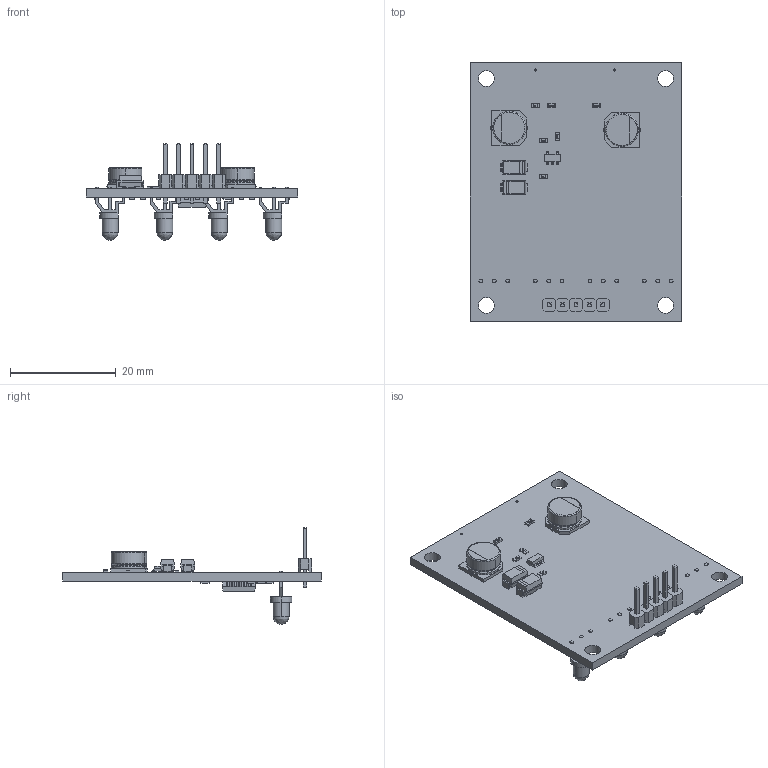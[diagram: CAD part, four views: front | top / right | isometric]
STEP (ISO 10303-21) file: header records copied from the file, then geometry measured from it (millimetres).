
FILE_DESCRIPTION(('Open CASCADE Model'),'2;1');
FILE_NAME('Open CASCADE Shape Model','2018-10-07T20:07:57',('Author'),( 'Open CASCADE'),'Open CASCADE STEP processor 6.8','Open CASCADE 6.8' ,'Unknown');
FILE_SCHEMA(('AUTOMOTIVE_DESIGN { 1 0 10303 214 1 1 1 1 }'));
Length unit declared in the file: millimetre
Products named in the file (49): PCB; Board; R15; Res0603; R14; R13; R12; R11; R10; R9; R8; R7; R6; R5; LED4; User_Library-3mmBiColorLED; LED3; LED2; LED1; IC2; User_Library-SSOP-16; User_Library-SSOP-16__X2_041A043E0440043F04430441_X0_; User_Library-SSOP-16__X2_041C04350442043A0430_X0_; User_Library-SSOP-16__X2_041D043E0436043A0430_X0_; C7; 0603_SMD_Capacitor; C1; User_Library-CAPSMD6_3x3_9; User_Library-CAPSMD6_3x3_9_CAP003; User_Library-CAPSMD6_3x3_9_CAP; User_Library-CAPSMD6_3x3_9_CAP001; User_Library-CAPSMD6_3x3_9_CAP002; User_Library-CAPSMD6_3x3_9_CAP004; C2; C3; C4; C5; C6; D2; DO-214AC_SMA ...
Assembly tree (82 placements, depth 4):
  PCB
    Board
    R15
      Res0603
    R14
      Res0603
    R13
      Res0603
    R12
      Res0603
    R11
      Res0603
    R10
      Res0603
    R9
      Res0603
    R8
      Res0603
    R7
      Res0603
    R6
      Res0603
    R5
      Res0603
    LED4
      User_Library-3mmBiColorLED
    LED3
      User_Library-3mmBiColorLED
    LED2
      User_Library-3mmBiColorLED
    LED1
      User_Library-3mmBiColorLED
    IC2
      User_Library-SSOP-16
        User_Library-SSOP-16__X2_041A043E0440043F04430441_X0_
        User_Library-SSOP-16__X2_041C04350442043A0430_X0_
        User_Library-SSOP-16__X2_041D043E0436043A0430_X0_  x8
    C7
      0603_SMD_Capacitor
    C1
      User_Library-CAPSMD6_3x3_9
        User_Library-CAPSMD6_3x3_9_CAP003
        User_Library-CAPSMD6_3x3_9_CAP
        User_Library-CAPSMD6_3x3_9_CAP001
        User_Library-CAPSMD6_3x3_9_CAP002
        User_Library-CAPSMD6_3x3_9_CAP004
    C2
      0603_SMD_Capacitor
    C3
      User_Library-CAPSMD6_3x3_9
        User_Library-CAPSMD6_3x3_9_CAP003
        User_Library-CAPSMD6_3x3_9_CAP
        User_Library-CAPSMD6_3x3_9_CAP001
        User_Library-CAPSMD6_3x3_9_CAP002
        User_Library-CAPSMD6_3x3_9_CAP004
    C4
      0603_SMD_Capacitor
    C5
      0603_SMD_Capacitor
    C6
Bounding box: 40 x 49 x 18.34 mm (x, y, z)
Volume: 3888.7 mm3; surface area: 5881.9 mm2
Topology: 61 solids, 61 shells, 2791 faces, 7104 edges, 4528 vertices
Faces by surface type: plane 1558, bspline 938, cylinder 247, sphere 40, torus 8
Full cylindrical faces by diameter (mm): 0.4 x2, 0.7 x12, 0.9 x5, 3 x4
Entity records: 23056 total; most frequent: CARTESIAN_POINT 8163, ORIENTED_EDGE 2520, DIRECTION 2234, EDGE_CURVE 1260, LINE 892, VECTOR 892, VERTEX_POINT 804, AXIS2_PLACEMENT_3D 671
